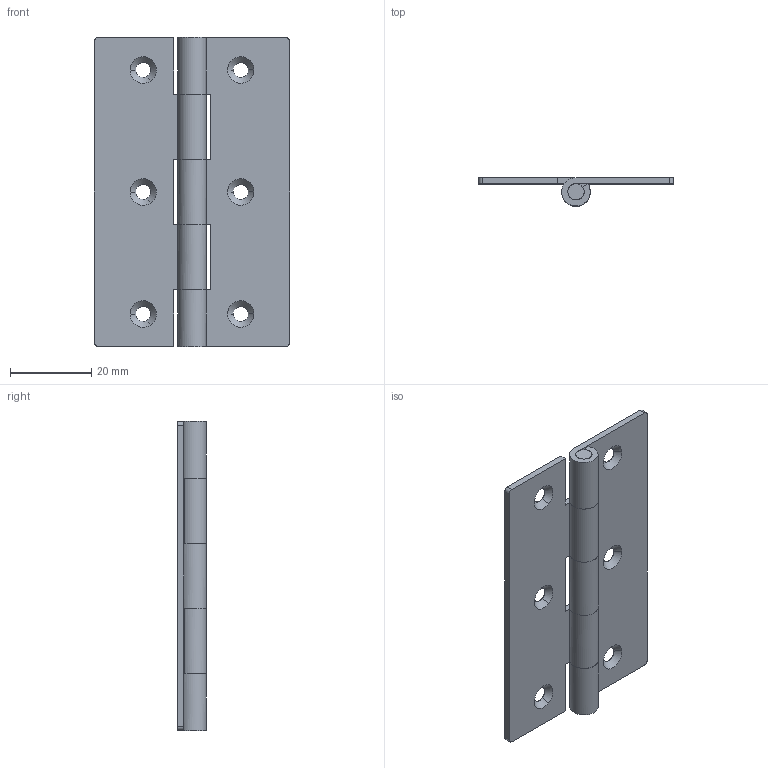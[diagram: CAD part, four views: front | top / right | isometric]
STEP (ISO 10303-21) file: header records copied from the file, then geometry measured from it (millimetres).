
FILE_DESCRIPTION((''),'2;1');
FILE_NAME('','2005-04-20T11:04:41',(''),(''),'','CADfix','');
FILE_SCHEMA(('AUTOMOTIVE_DESIGN'));
Length unit declared in the file: millimetre
Products named in the file (4): shaft; hinge piece_B; hinge piece_A; TH_TM_89SUS_26637_36
Assembly tree (3 placements, depth 2):
  TH_TM_89SUS_26637_36
    shaft
    hinge piece_B
    hinge piece_A
Bounding box: 48 x 7 x 76 mm (x, y, z)
Volume: 7394.8 mm3; surface area: 10598.7 mm2
Topology: 3 solids, 3 shells, 70 faces, 229 edges, 165 vertices
Faces by surface type: bspline 70
Entity records: 2893 total; most frequent: CARTESIAN_POINT 1558, ORIENTED_EDGE 458, EDGE_CURVE 229, VERTEX_POINT 165, QUASI_UNIFORM_CURVE 112, EDGE_LOOP 82, FACE_OUTER_BOUND 70, ADVANCED_FACE 70
